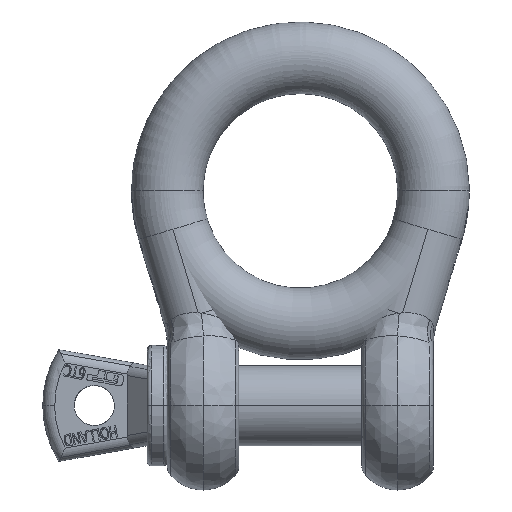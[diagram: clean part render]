
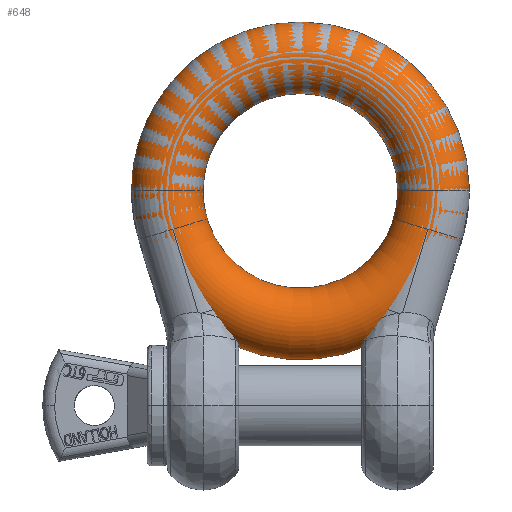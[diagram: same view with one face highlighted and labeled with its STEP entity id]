
A CAD part, top view. The second image highlights one B-rep face of the part: STEP entity #648.
In plain terms, the highlighted toroidal (fillet/blend) face has major radius 46.5 mm and minor radius 12.5 mm.
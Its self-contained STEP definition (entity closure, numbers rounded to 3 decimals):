
#648=ADVANCED_FACE('',(#1894),#1895,.T.);
#1894=FACE_OUTER_BOUND('',#3776,.T.);
#1895=TOROIDAL_SURFACE('',#3777,46.5,12.5);
#3776=EDGE_LOOP('',(#8409,#8410));
#3777=AXIS2_PLACEMENT_3D('',#8411,#8412,#8413);
#8409=ORIENTED_EDGE('',*,*,#14277,.F.);
#8410=ORIENTED_EDGE('',*,*,#14278,.T.);
#8411=CARTESIAN_POINT('',(0.0,75.0,0.0));
#8412=DIRECTION('',(0.0,0.0,-1.0));
#8413=DIRECTION('',(1.0,0.,0.0));
#14277=EDGE_CURVE('',#16976,#16977,#16978,.T.);
#14278=EDGE_CURVE('',#16976,#16977,#16979,.T.);
#16976=VERTEX_POINT('',#21221);
#16977=VERTEX_POINT('',#21222);
#16978=CIRCLE('',#21223,59.0);
#16979=B_SPLINE_CURVE_WITH_KNOTS('',4,(#21224,#21225,#21226,#21227,#21228),.UNSPECIFIED.,.F.,.F.,(5,5),(0.,0.172),.UNSPECIFIED.);
#21221=CARTESIAN_POINT('',(57.783,63.079,0.));
#21222=CARTESIAN_POINT('',(57.782,63.076,0.001));
#21223=AXIS2_PLACEMENT_3D('',#31782,#31783,#31784);
#21224=CARTESIAN_POINT('',(57.81,63.213,-0.051));
#21225=CARTESIAN_POINT('',(57.807,63.195,-0.042));
#21226=CARTESIAN_POINT('',(57.799,63.156,-0.025));
#21227=CARTESIAN_POINT('',(57.791,63.118,-0.012));
#21228=CARTESIAN_POINT('',(57.782,63.075,0.));
#31782=CARTESIAN_POINT('',(0.0,75.0,0.));
#31783=DIRECTION('',(0.0,0.0,-1.0));
#31784=DIRECTION('',(-1.0,0.0,0.0));
